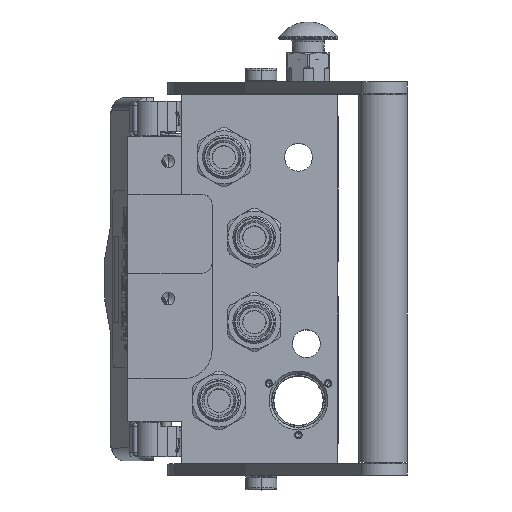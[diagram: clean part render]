
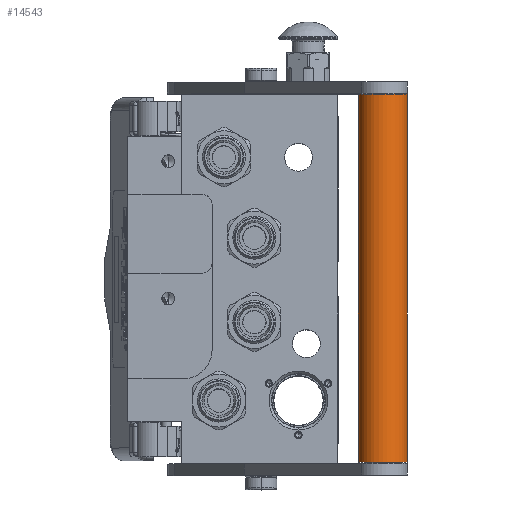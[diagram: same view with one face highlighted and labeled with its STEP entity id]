
A CAD part, top view. The second image highlights one B-rep face of the part: STEP entity #14543.
In plain terms, the highlighted cylindrical face has radius 12.5 mm (diameter 25 mm), a partial arc.
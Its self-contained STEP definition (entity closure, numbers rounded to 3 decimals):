
#3393 = EDGE_CURVE ( 'NONE', #23407, #16284, #85478, .T. ) ;
#8941 = VERTEX_POINT ( 'NONE', #66965 ) ;
#9635 = DIRECTION ( 'NONE',  ( -1., 0., 0. ) ) ;
#11411 = DIRECTION ( 'NONE',  ( 1., 0., 0. ) ) ;
#14543 = ADVANCED_FACE ( 'NONE', ( #147954 ), #132444, .T. ) ;
#16228 = AXIS2_PLACEMENT_3D ( 'NONE', #95838, #11411, #72138 ) ;
#16284 = VERTEX_POINT ( 'NONE', #136717 ) ;
#22391 = VECTOR ( 'NONE', #9635, 1000. ) ;
#23407 = VERTEX_POINT ( 'NONE', #135355 ) ;
#23780 = DIRECTION ( 'NONE',  ( 0., 0., 1. ) ) ;
#26224 = LINE ( 'NONE', #97241, #22391 ) ;
#27873 = VECTOR ( 'NONE', #36732, 1000. ) ;
#35674 = CARTESIAN_POINT ( 'NONE',  ( 192., 0., -12.5 ) ) ;
#36192 = VERTEX_POINT ( 'NONE', #55928 ) ;
#36732 = DIRECTION ( 'NONE',  ( -1., 0., 0. ) ) ;
#40126 = AXIS2_PLACEMENT_3D ( 'NONE', #122743, #147960, #23780 ) ;
#40463 = ORIENTED_EDGE ( 'NONE', *, *, #140014, .T. ) ;
#45190 = DIRECTION ( 'NONE',  ( 0., 0., -1. ) ) ;
#47776 = ORIENTED_EDGE ( 'NONE', *, *, #3393, .T. ) ;
#52726 = CIRCLE ( 'NONE', #16228, 12.5 ) ;
#55928 = CARTESIAN_POINT ( 'NONE',  ( 4.5, 0., 12.5 ) ) ;
#66017 = AXIS2_PLACEMENT_3D ( 'NONE', #94628, #118905, #45190 ) ;
#66150 = ORIENTED_EDGE ( 'NONE', *, *, #121211, .F. ) ;
#66965 = CARTESIAN_POINT ( 'NONE',  ( 192., 0., 12.5 ) ) ;
#72138 = DIRECTION ( 'NONE',  ( 0., 0., -1. ) ) ;
#85478 = LINE ( 'NONE', #35674, #27873 ) ;
#94628 = CARTESIAN_POINT ( 'NONE',  ( 4.5, 0., 0. ) ) ;
#95838 = CARTESIAN_POINT ( 'NONE',  ( 192., 0., 0. ) ) ;
#97241 = CARTESIAN_POINT ( 'NONE',  ( 192., 0., 12.5 ) ) ;
#104778 = EDGE_LOOP ( 'NONE', ( #40463, #144226, #66150, #47776 ) ) ;
#118905 = DIRECTION ( 'NONE',  ( 1., 0., 0. ) ) ;
#121211 = EDGE_CURVE ( 'NONE', #23407, #8941, #52726, .T. ) ;
#122743 = CARTESIAN_POINT ( 'NONE',  ( -9.825, 0., 0. ) ) ;
#123735 = CIRCLE ( 'NONE', #66017, 12.5 ) ;
#132444 = CYLINDRICAL_SURFACE ( 'NONE', #40126, 12.5 ) ;
#135355 = CARTESIAN_POINT ( 'NONE',  ( 192., 0., -12.5 ) ) ;
#136717 = CARTESIAN_POINT ( 'NONE',  ( 4.5, 0., -12.5 ) ) ;
#140014 = EDGE_CURVE ( 'NONE', #16284, #36192, #123735, .T. ) ;
#141243 = EDGE_CURVE ( 'NONE', #8941, #36192, #26224, .T. ) ;
#144226 = ORIENTED_EDGE ( 'NONE', *, *, #141243, .F. ) ;
#147954 = FACE_OUTER_BOUND ( 'NONE', #104778, .T. ) ;
#147960 = DIRECTION ( 'NONE',  ( -1., 0., 0. ) ) ;
